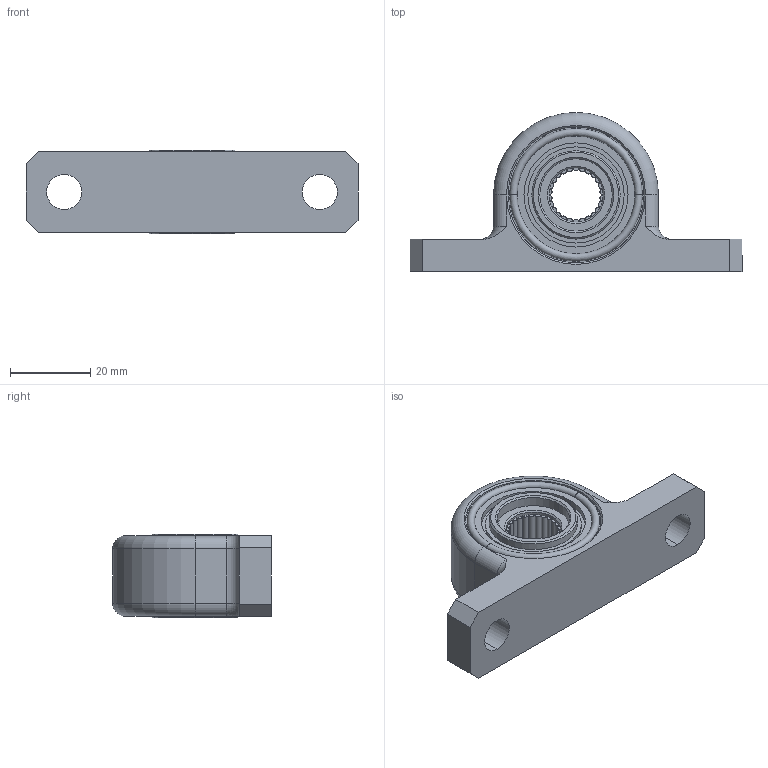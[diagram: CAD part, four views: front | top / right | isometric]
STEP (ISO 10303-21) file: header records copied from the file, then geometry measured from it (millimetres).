
FILE_DESCRIPTION (( 'STEP AP203' ), '1' );
FILE_NAME ('2031N210_MOUNTED OPEN NEEDLE-ROLLER BEARING_2031N21_sldprt.STEP', '2021-08-06T01:53:08', ( '' ), ( '' ), 'SwSTEP 2.0', 'SolidWorks 2019', '' );
FILE_SCHEMA (( 'CONFIG_CONTROL_DESIGN' ));
Length unit declared in the file: millimetre
Products named in the file (1): 2031N210_MOUNTED OPEN NEEDLE-ROLLER BEARING_2031N21_sldprt
Bounding box: 82.5 x 39.5 x 20.76 mm (x, y, z)
Volume: 29934.6 mm3; surface area: 13649.2 mm2
Topology: 2 solids, 2 shells, 166 faces, 352 edges, 224 vertices
Faces by surface type: plane 77, cylinder 59, cone 16, torus 10, bspline 4
Entity records: 4669 total; most frequent: DIRECTION 860, CARTESIAN_POINT 851, ORIENTED_EDGE 704, AXIS2_PLACEMENT_3D 365, EDGE_CURVE 352, VERTEX_POINT 224, EDGE_LOOP 208, CIRCLE 202
